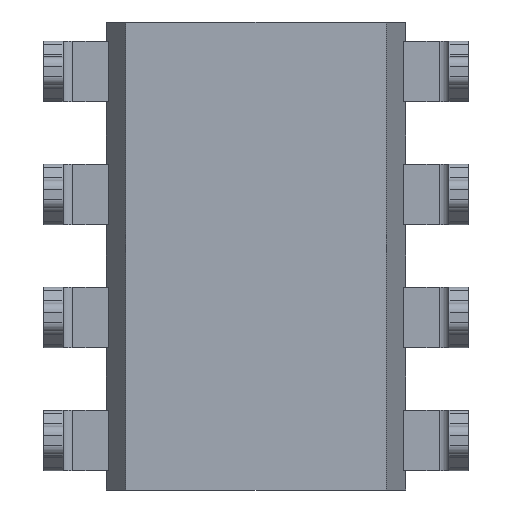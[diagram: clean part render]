
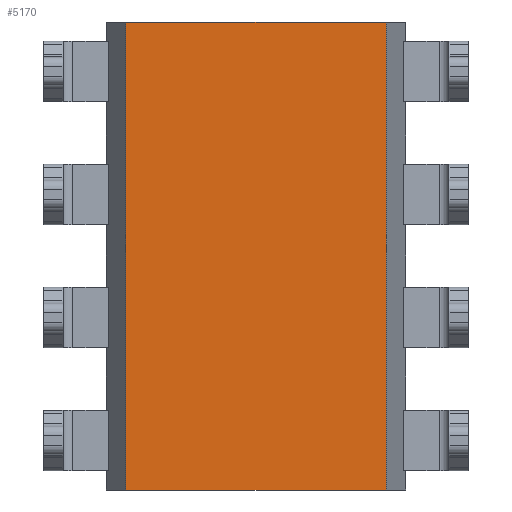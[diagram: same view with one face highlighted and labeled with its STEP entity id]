
A CAD part, front view. The second image highlights one B-rep face of the part: STEP entity #5170.
In plain terms, the highlighted planar face has unit normal (0, -1, 0).
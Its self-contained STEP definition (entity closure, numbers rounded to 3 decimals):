
#260=PLANE('',#5544);
#511=FACE_OUTER_BOUND('',#771,.T.);
#771=EDGE_LOOP('',(#4586,#4587,#4588,#4589));
#1099=LINE('',#7707,#1635);
#1104=LINE('',#7717,#1640);
#1306=LINE('',#8667,#1842);
#1308=LINE('',#8672,#1844);
#1635=VECTOR('',#6436,10.);
#1640=VECTOR('',#6443,10.);
#1842=VECTOR('',#6779,10.);
#1844=VECTOR('',#6787,10.);
#2281=VERTEX_POINT('',#7704);
#2282=VERTEX_POINT('',#7706);
#2285=VERTEX_POINT('',#7714);
#2286=VERTEX_POINT('',#7716);
#2909=EDGE_CURVE('',#2281,#2282,#1099,.T.);
#2914=EDGE_CURVE('',#2286,#2285,#1104,.T.);
#3172=EDGE_CURVE('',#2285,#2282,#1306,.T.);
#3174=EDGE_CURVE('',#2281,#2286,#1308,.T.);
#4586=ORIENTED_EDGE('',*,*,#3174,.T.);
#4587=ORIENTED_EDGE('',*,*,#2914,.T.);
#4588=ORIENTED_EDGE('',*,*,#3172,.T.);
#4589=ORIENTED_EDGE('',*,*,#2909,.F.);
#5170=ADVANCED_FACE('',(#511),#260,.T.);
#5544=AXIS2_PLACEMENT_3D('',#8671,#6785,#6786);
#6436=DIRECTION('',(0.,0.,-1.));
#6443=DIRECTION('',(0.,0.,-1.));
#6779=DIRECTION('',(1.,0.,0.));
#6785=DIRECTION('center_axis',(0.,-1.,0.));
#6786=DIRECTION('ref_axis',(0.,0.,-1.));
#6787=DIRECTION('',(-1.,0.,0.));
#7704=CARTESIAN_POINT('',(2.7,-1.75,4.85));
#7706=CARTESIAN_POINT('',(2.7,-1.75,-4.85));
#7707=CARTESIAN_POINT('',(2.7,-1.75,0.));
#7714=CARTESIAN_POINT('',(-2.7,-1.75,-4.85));
#7716=CARTESIAN_POINT('',(-2.7,-1.75,4.85));
#7717=CARTESIAN_POINT('',(-2.7,-1.75,0.));
#8667=CARTESIAN_POINT('',(2.7,-1.75,-4.85));
#8671=CARTESIAN_POINT('Origin',(2.7,-1.75,0.));
#8672=CARTESIAN_POINT('',(2.7,-1.75,4.85));
